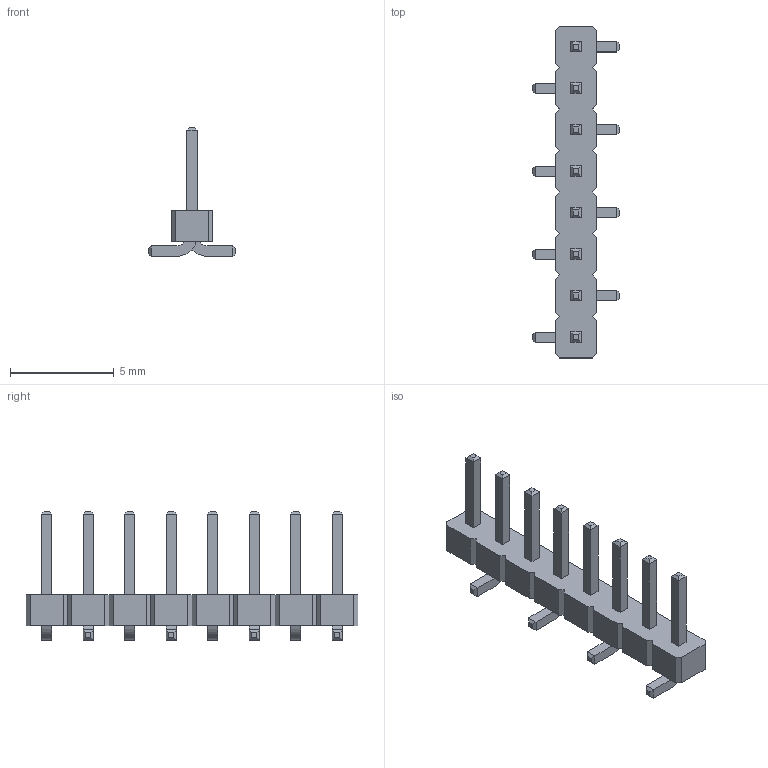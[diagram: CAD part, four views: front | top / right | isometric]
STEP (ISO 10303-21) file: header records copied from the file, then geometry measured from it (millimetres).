
FILE_DESCRIPTION(/* description */ ('model of Pin_Header_Straight_1x08_Pitch2.00mm_SMD_Pin1Right'),/* implementation_level */ '2;1');
FILE_NAME(/* name */ 'Pin_Header_Straight_1x08_Pitch2.00mm_SMD_Pin1Right.step',/* time_stamp */ '2017-08-19T04:55:06',/* author */ ('kicad StepUp','ksu'),/* organization */ ('FreeCAD'),/* preprocessor_version */ 'OCC',/* originating_system */ 'kicad StepUp',/* authorisation */ '');
FILE_SCHEMA(('AUTOMOTIVE_DESIGN { 1 0 10303 214 1 1 1 1 }'));
Length unit declared in the file: millimetre
Products named in the file (1): Pin_Header_Straight_1x08_Pitch200mm_SMD_Pin1Right
Bounding box: 4.2 x 16 x 6.2 mm (x, y, z)
Volume: 59.3 mm3; surface area: 216 mm2
Topology: 1 solids, 1 shells, 212 faces, 518 edges, 324 vertices
Faces by surface type: plane 196, cylinder 16
Entity records: 7539 total; most frequent: CARTESIAN_POINT 1055, ORIENTED_EDGE 1036, DIRECTION 976, EDGE_CURVE 518, LINE 486, VECTOR 486, VERTEX_POINT 324, AXIS2_PLACEMENT_3D 245
